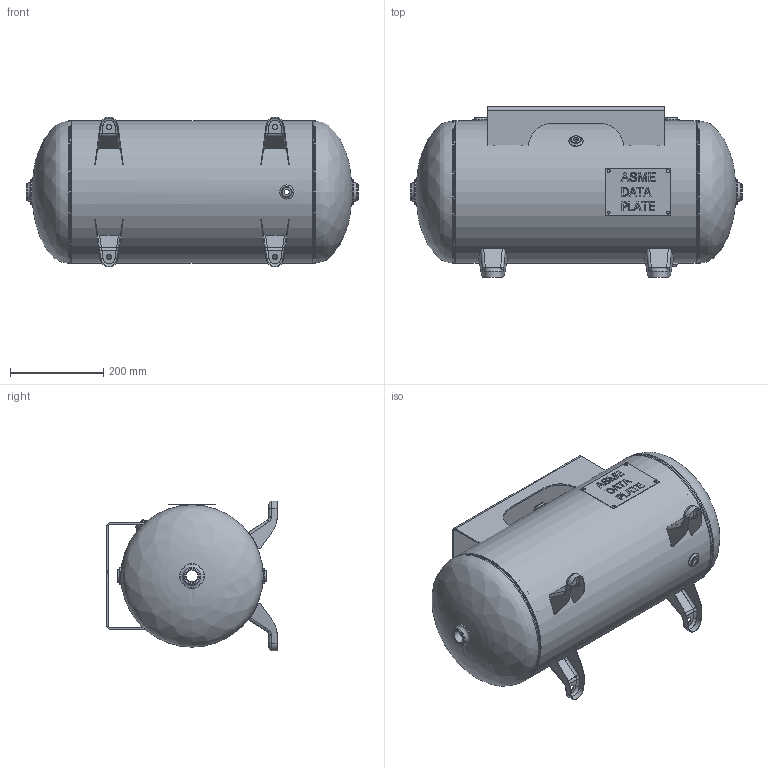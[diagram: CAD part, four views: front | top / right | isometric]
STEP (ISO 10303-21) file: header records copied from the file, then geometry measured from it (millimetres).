
FILE_DESCRIPTION(/* description */ ('12 X 27 200# HORZ ASME STOCK 12 GAL W/TPLT AND FEET'),/* implementation_level */ '2;1');
FILE_NAME(/* name */ 'SPVG_A10024.stp',/* time_stamp */ '2021-02-06T09:10:32-06:00',/* author */ ('kim.thoune'),/* organization */ (''),/* preprocessor_version */ 'ST-DEVELOPER v17.2',/* originating_system */ 'Autodesk Inventor 2019',/* authorisation */ '');
FILE_SCHEMA (('CONFIG_CONTROL_DESIGN'));
Length unit declared in the file: inch
Products named in the file (13): A10024; A10024-1; A10024-2; H12094J; A10024-3; H12094J_1; F100750; F100250; S100042; 60-140; 64-053; F100500; S100060
Assembly tree (19 placements, depth 3):
  A10024
    A10024-1
    A10024-2
      H12094J
    A10024-3
      H12094J_1
    F100750  x2
    F100250  x2
    F100500  x3
    S100042
    60-140
      64-053
    S100060  x4
Bounding box: 711.2 x 365.12 x 320.54 mm (x, y, z)
Volume: 2284071.2 mm3; surface area: 1836666.2 mm2
Topology: 16 solids, 16 shells, 514 faces, 1375 edges, 916 vertices
Faces by surface type: plane 277, cylinder 124, bspline 56, torus 44, cone 13
Full cylindrical faces by diameter (mm): 6.35 x4, 11.112 x4, 11.455 x2, 18.644 x3, 26.987 x5, 31.75 x3, 36.512 x2, 36.909 x2, 50.8 x1, 52.387 x2, 294.386 x2, 299.466 x3, 299.72 x2, 304.292 x1, 304.8 x2
Entity records: 13501 total; most frequent: CARTESIAN_POINT 3588, ORIENTED_EDGE 2018, DIRECTION 1866, EDGE_CURVE 1009, VERTEX_POINT 678, LINE 672, VECTOR 672, AXIS2_PLACEMENT_3D 597
